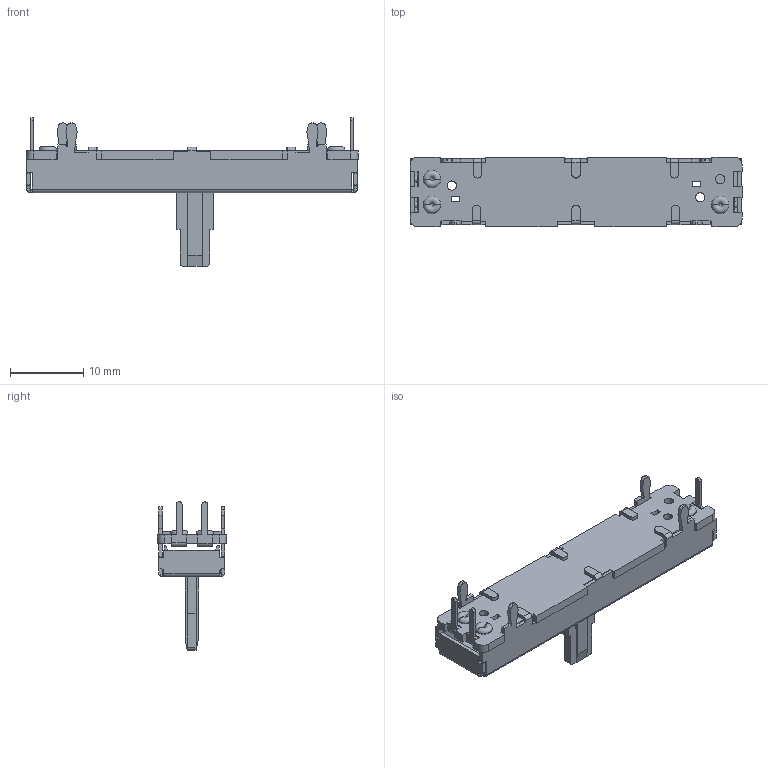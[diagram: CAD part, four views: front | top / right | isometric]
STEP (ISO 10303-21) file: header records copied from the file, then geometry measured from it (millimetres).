
FILE_DESCRIPTION((''),'2;1');
FILE_NAME('SL30N5_ASM','2019-03-18T',('sunji'),(''),'PRO/ENGINEER BY PARAMETRIC TECHNOLOGY CORPORATION, 2015070','PRO/ENGINEER BY PARAMETRIC TECHNOLOGY CORPORATION, 2015070','');
FILE_SCHEMA(('CONFIG_CONTROL_DESIGN'));
Length unit declared in the file: millimetre
Products named in the file (1): SL30N5_ASM
Bounding box: 45.2 x 9.4 x 20.2 mm (x, y, z)
Volume: 1076.5 mm3; surface area: 3127.4 mm2
Topology: 2 solids, 7 shells, 491 faces, 1380 edges, 885 vertices
Faces by surface type: plane 344, cylinder 127, torus 12, bspline 8
Entity records: 16015 total; most frequent: CARTESIAN_POINT 3053, ORIENTED_EDGE 2752, DIRECTION 2616, EDGE_CURVE 1380, VECTOR 1080, LINE 1080, VERTEX_POINT 885, AXIS2_PLACEMENT_3D 768
